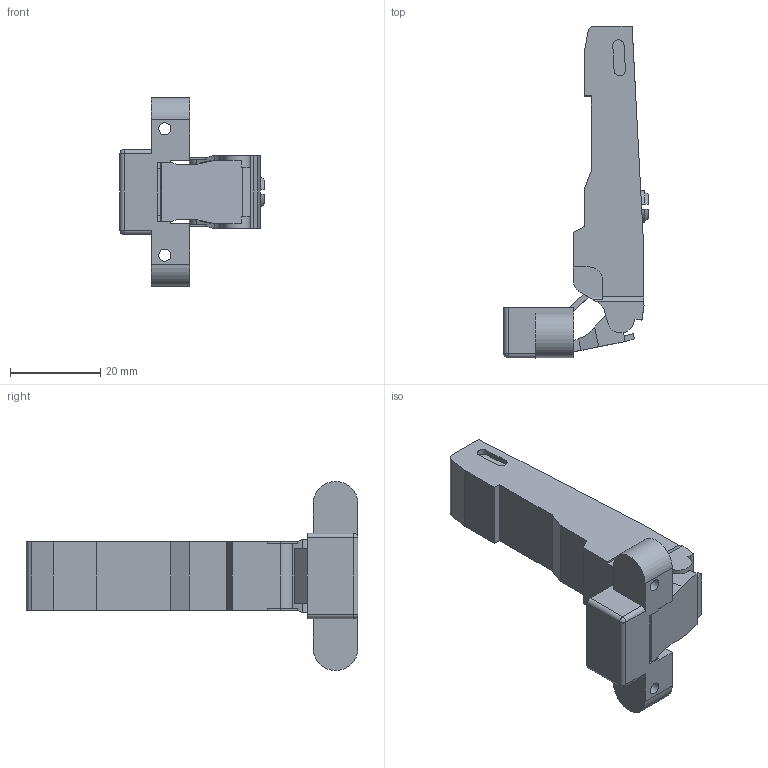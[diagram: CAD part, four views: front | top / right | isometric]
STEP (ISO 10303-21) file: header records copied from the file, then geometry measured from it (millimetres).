
FILE_DESCRIPTION((''),'2;1');
FILE_NAME('248-0G59-IMS','2023-01-04T10:14:15',('marino.prodan'),('Audax d.o.o.'),'CREO PARAMETRIC BY PTC INC, 2021304','CREO PARAMETRIC BY PTC INC, 2021304','');
FILE_SCHEMA(('AUTOMOTIVE_DESIGN { 1 0 10303 214 1 1 1 1 }'));
Length unit declared in the file: millimetre
Products named in the file (1): 248-0G59-IMS
Bounding box: 32.02 x 73.53 x 41.9 mm (x, y, z)
Volume: 15804.8 mm3; surface area: 7796 mm2
Topology: 1 solids, 1 shells, 208 faces, 617 edges, 415 vertices
Faces by surface type: plane 143, cylinder 52, cone 11, sphere 2
Entity records: 9307 total; most frequent: CARTESIAN_POINT 1359, ORIENTED_EDGE 1226, DIRECTION 1163, PRESENTATION_STYLE_ASSIGNMENT 614, STYLED_ITEM 614, CURVE_STYLE 613, EDGE_CURVE 613, VECTOR 437
